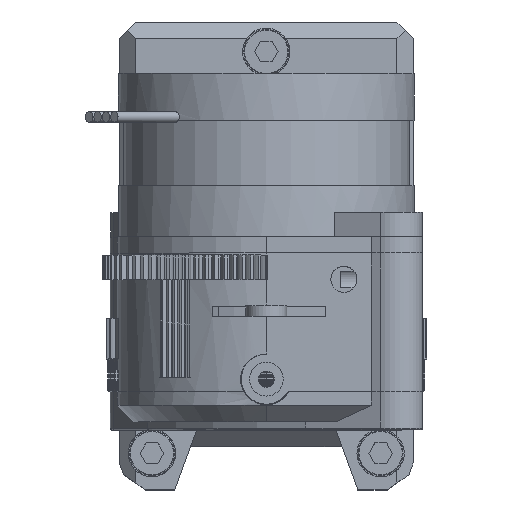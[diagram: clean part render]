
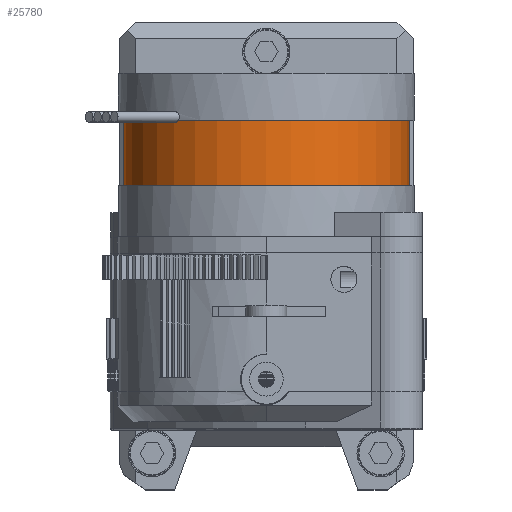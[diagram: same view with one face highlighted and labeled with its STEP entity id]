
A CAD part, top view. The second image highlights one B-rep face of the part: STEP entity #25780.
In plain terms, the highlighted cylindrical face has radius 17.5 mm (diameter 35 mm), a full revolution.
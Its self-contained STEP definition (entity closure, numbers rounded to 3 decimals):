
#2662=FACE_OUTER_BOUND('',#4440,.T.);
#4440=EDGE_LOOP('',(#18892,#18893,#18894,#18895));
#6651=LINE('',#42194,#7908);
#7908=VECTOR('',#32810,17.5);
#8874=CIRCLE('',#27945,17.5);
#8875=CIRCLE('',#27946,17.5);
#11110=VERTEX_POINT('',#42191);
#11111=VERTEX_POINT('',#42193);
#14016=EDGE_CURVE('',#11110,#11110,#8874,.T.);
#14017=EDGE_CURVE('',#11110,#11111,#6651,.T.);
#14018=EDGE_CURVE('',#11111,#11111,#8875,.T.);
#18892=ORIENTED_EDGE('',*,*,#14016,.F.);
#18893=ORIENTED_EDGE('',*,*,#14017,.T.);
#18894=ORIENTED_EDGE('',*,*,#14018,.T.);
#18895=ORIENTED_EDGE('',*,*,#14017,.F.);
#24786=CYLINDRICAL_SURFACE('',#27944,17.5);
#25780=ADVANCED_FACE('',(#2662),#24786,.T.);
#27944=AXIS2_PLACEMENT_3D('',#42190,#32806,#32807);
#27945=AXIS2_PLACEMENT_3D('',#42192,#32808,#32809);
#27946=AXIS2_PLACEMENT_3D('',#42195,#32811,#32812);
#32806=DIRECTION('center_axis',(0.,0.,
-1.));
#32807=DIRECTION('ref_axis',(-1.,0.,0.));
#32808=DIRECTION('center_axis',(0.,0.,
-1.));
#32809=DIRECTION('ref_axis',(-1.,0.,0.));
#32810=DIRECTION('',(0.,0.,1.));
#32811=DIRECTION('center_axis',(0.,0.,
-1.));
#32812=DIRECTION('ref_axis',(-1.,0.,0.));
#42190=CARTESIAN_POINT('Origin',(0.,0.,
-29.9));
#42191=CARTESIAN_POINT('',(17.5,0.,-37.9));
#42192=CARTESIAN_POINT('Origin',(0.,0.,
-37.9));
#42193=CARTESIAN_POINT('',(17.5,0.,-29.9));
#42194=CARTESIAN_POINT('',(17.5,0.,-29.9));
#42195=CARTESIAN_POINT('Origin',(0.,0.,
-29.9));
